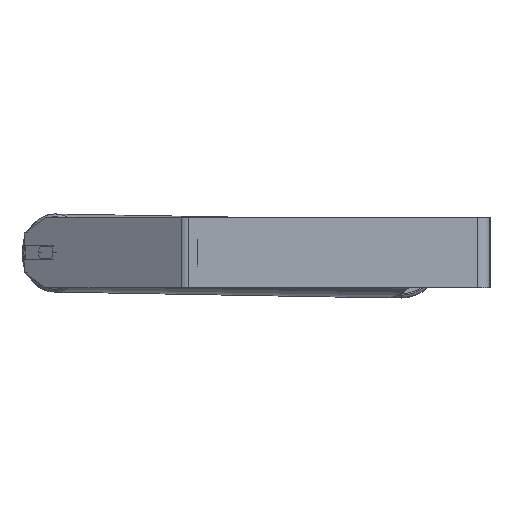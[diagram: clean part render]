
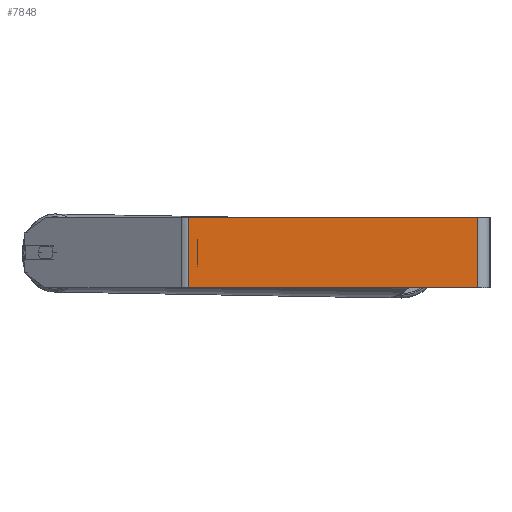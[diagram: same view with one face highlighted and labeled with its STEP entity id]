
A CAD part, left-side view. The second image highlights one B-rep face of the part: STEP entity #7848.
In plain terms, the highlighted planar face has unit normal (-1, 0, 0).
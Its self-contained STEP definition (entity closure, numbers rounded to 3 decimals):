
#10 = DIRECTION ( 'NONE',  ( 0., 0., -1. ) ) ;
#126 = CARTESIAN_POINT ( 'NONE',  ( -1045., 347.706, 40. ) ) ;
#177 = EDGE_CURVE ( 'NONE', #5090, #3052, #1707, .T. ) ;
#306 = ORIENTED_EDGE ( 'NONE', *, *, #2296, .F. ) ;
#339 = LINE ( 'NONE', #4394, #6017 ) ;
#392 = CARTESIAN_POINT ( 'NONE',  ( -1045., 14., 40. ) ) ;
#511 = DIRECTION ( 'NONE',  ( 0., -1., 0. ) ) ;
#578 = FACE_OUTER_BOUND ( 'NONE', #7623, .T. ) ;
#581 = ORIENTED_EDGE ( 'NONE', *, *, #177, .F. ) ;
#1254 = VECTOR ( 'NONE', #511, 1000. ) ;
#1467 = CARTESIAN_POINT ( 'NONE',  ( -1045., 343.292, 40. ) ) ;
#1707 = LINE ( 'NONE', #392, #3581 ) ;
#2285 = ORIENTED_EDGE ( 'NONE', *, *, #5829, .T. ) ;
#2296 = EDGE_CURVE ( 'NONE', #5072, #5090, #6310, .T. ) ;
#2521 = AXIS2_PLACEMENT_3D ( 'NONE', #4772, #2728, #10 ) ;
#2728 = DIRECTION ( 'NONE',  ( 1., 0., 0. ) ) ;
#3052 = VERTEX_POINT ( 'NONE', #4284 ) ;
#3081 = DIRECTION ( 'NONE',  ( 0., 0., -1. ) ) ;
#3581 = VECTOR ( 'NONE', #3081, 1000. ) ;
#3996 = LINE ( 'NONE', #8697, #1254 ) ;
#4284 = CARTESIAN_POINT ( 'NONE',  ( -1045., 14., -40. ) ) ;
#4394 = CARTESIAN_POINT ( 'NONE',  ( -1045., 343.292, 40. ) ) ;
#4772 = CARTESIAN_POINT ( 'NONE',  ( -1045., 347.706, 40. ) ) ;
#4879 = CARTESIAN_POINT ( 'NONE',  ( -1045., 14., 40. ) ) ;
#5072 = VERTEX_POINT ( 'NONE', #1467 ) ;
#5090 = VERTEX_POINT ( 'NONE', #4879 ) ;
#5829 = EDGE_CURVE ( 'NONE', #5072, #6721, #339, .T. ) ;
#6017 = VECTOR ( 'NONE', #6311, 1000. ) ;
#6098 = PLANE ( 'NONE',  #2521 ) ;
#6222 = DIRECTION ( 'NONE',  ( 0., -1., 0. ) ) ;
#6310 = LINE ( 'NONE', #126, #8707 ) ;
#6311 = DIRECTION ( 'NONE',  ( 0., 0., -1. ) ) ;
#6721 = VERTEX_POINT ( 'NONE', #7251 ) ;
#7251 = CARTESIAN_POINT ( 'NONE',  ( -1045., 343.292, -40. ) ) ;
#7623 = EDGE_LOOP ( 'NONE', ( #8505, #581, #306, #2285 ) ) ;
#7848 = ADVANCED_FACE ( 'NONE', ( #578 ), #6098, .F. ) ;
#8084 = EDGE_CURVE ( 'NONE', #6721, #3052, #3996, .T. ) ;
#8505 = ORIENTED_EDGE ( 'NONE', *, *, #8084, .T. ) ;
#8697 = CARTESIAN_POINT ( 'NONE',  ( -1045., 347.706, -40. ) ) ;
#8707 = VECTOR ( 'NONE', #6222, 1000. ) ;
